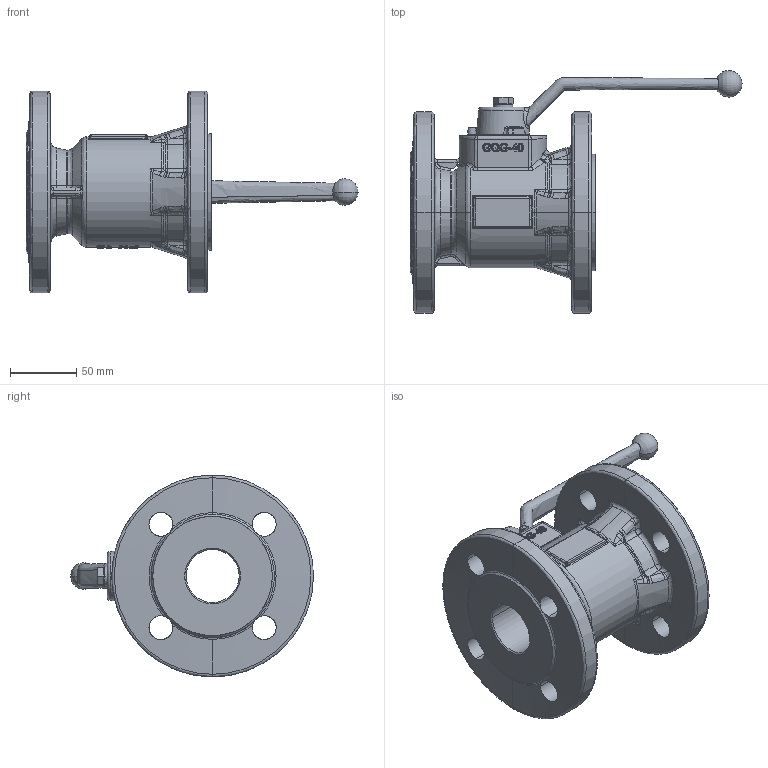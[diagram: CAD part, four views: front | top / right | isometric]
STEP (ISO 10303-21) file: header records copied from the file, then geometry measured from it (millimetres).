
FILE_DESCRIPTION(('STEP AP214'),'1');
FILE_NAME('tmp0.step','2014-10-23T13:16:01',(' '),(' '),'Spatial InterOp 3D',' ',' ');
FILE_SCHEMA(('automotive_design'));
Length unit declared in the file: millimetre
Products named in the file (1107): 1; 2; 3; 4; 5; 6; 7; 8; 9; 10; 11; 12; 13; 14; 15; 16; 17; 18; 19; 20; 21; 22; 23; 24; 25; 26; 27; 28; 29; 30; 31; 32; 33; 34; 35; 36; 37; 38; 39; 40 ...
Bounding box: 250.1 x 182.99 x 152 mm (x, y, z)
Surface area: 155903.3 mm2 (no closed solid volume)
Topology: 0 solids, 1134 shells, 1134 faces, 8684 edges, 8556 vertices
Faces by surface type: bspline 675, revolution 459
Entity records: 152990 total; most frequent: CARTESIAN_POINT 66708, ORIENTED_EDGE 8556, EDGE_CURVE 8556, VERTEX_POINT 8556, DIRECTION 8049, B_SPLINE_CURVE_WITH_KNOTS 5394, AXIS2_PLACEMENT_3D 3081, STYLED_ITEM 2241
